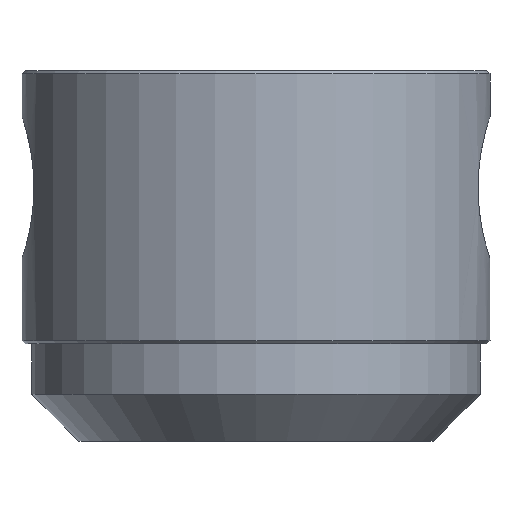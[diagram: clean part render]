
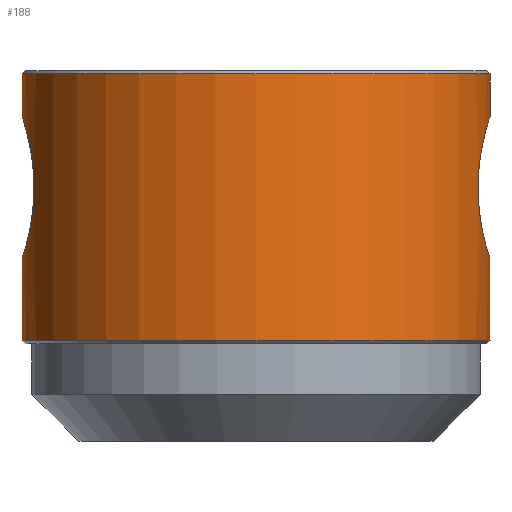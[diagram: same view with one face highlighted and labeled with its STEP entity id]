
A CAD part, left-side view. The second image highlights one B-rep face of the part: STEP entity #188.
In plain terms, the highlighted cylindrical face has radius 38.1 mm (diameter 76.2 mm), a full revolution.
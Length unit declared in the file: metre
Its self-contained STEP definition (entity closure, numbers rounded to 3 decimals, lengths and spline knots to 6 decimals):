
#30=CIRCLE('',#217,0.0381);
#31=CIRCLE('',#218,0.0381);
#41=ORIENTED_EDGE('',*,*,#75,.T.);
#42=ORIENTED_EDGE('',*,*,#76,.T.);
#43=ORIENTED_EDGE('',*,*,#77,.T.);
#44=ORIENTED_EDGE('',*,*,#78,.T.);
#75=EDGE_CURVE('',#92,#92,#109,.T.);
#76=EDGE_CURVE('',#93,#93,#110,.T.);
#77=EDGE_CURVE('',#94,#94,#30,.F.);
#78=EDGE_CURVE('',#95,#95,#31,.F.);
#92=VERTEX_POINT('',#319);
#93=VERTEX_POINT('',#347);
#94=VERTEX_POINT('',#349);
#95=VERTEX_POINT('',#351);
#109=B_SPLINE_CURVE_WITH_KNOTS('',3,(#292,#293,#294,#295,#296,#297,#298,
#299,#300,#301,#302,#303,#304,#305,#306,#307,#308,#309,#310,#311,#312,#313,
#314,#315,#316,#317,#318),.UNSPECIFIED.,.T.,.F.,(1,1,1,1,1,1,1,1,1,1,1,
1,1,1,1,1,1,1,1,1,1,1,1,1,1,1,1,1,1,1,1),(-0.097039,-0.065789,
-0.032895,0.,0.059375,0.121719,0.154523,0.185851,
0.216322,0.246793,0.309215,0.371711,
0.402961,0.434211,0.465461,0.496711,
0.559211,0.621711,0.652961,0.684211,
0.715461,0.746711,0.809211,0.871711,
0.902961,0.934211,0.967105,1.,1.059375,1.121719,
1.154523),.UNSPECIFIED.);
#110=B_SPLINE_CURVE_WITH_KNOTS('',3,(#320,#321,#322,#323,#324,#325,#326,
#327,#328,#329,#330,#331,#332,#333,#334,#335,#336,#337,#338,#339,#340,#341,
#342,#343,#344,#345,#346),.UNSPECIFIED.,.T.,.F.,(1,1,1,1,1,1,1,1,1,1,1,
1,1,1,1,1,1,1,1,1,1,1,1,1,1,1,1,1,1,1,1),(-0.097039,-0.065789,
-0.032895,0.,0.059375,0.121719,0.154523,0.185851,
0.216322,0.246793,0.309215,0.371711,
0.402961,0.434211,0.465461,0.496711,
0.559211,0.621711,0.652961,0.684211,
0.715461,0.746711,0.809211,0.871711,
0.902961,0.934211,0.967105,1.,1.059375,1.121719,
1.154523),.UNSPECIFIED.);
#115=EDGE_LOOP('',(#41));
#116=EDGE_LOOP('',(#42));
#117=EDGE_LOOP('',(#43));
#118=EDGE_LOOP('',(#44));
#149=FACE_BOUND('',#115,.T.);
#150=FACE_BOUND('',#116,.T.);
#151=FACE_BOUND('',#117,.T.);
#152=FACE_BOUND('',#118,.T.);
#183=CYLINDRICAL_SURFACE('',#216,0.0381);
#188=ADVANCED_FACE('',(#149,#150,#151,#152),#183,.T.);
#216=AXIS2_PLACEMENT_3D('',#291,#242,#243);
#217=AXIS2_PLACEMENT_3D('',#348,#244,#245);
#218=AXIS2_PLACEMENT_3D('',#350,#246,#247);
#242=DIRECTION('',(0.,0.,-1.));
#243=DIRECTION('',(-1.,0.,0.));
#244=DIRECTION('',(0.,0.,1.));
#245=DIRECTION('',(1.,0.,0.));
#246=DIRECTION('',(0.,0.,-1.));
#247=DIRECTION('',(-1.,0.,0.));
#291=CARTESIAN_POINT('',(0.,0.,0.060325));
#292=CARTESIAN_POINT('',(-0.002486,-0.038045,0.052702));
#293=CARTESIAN_POINT('',(0.000665,-0.03815,0.053013));
#294=CARTESIAN_POINT('',(0.004575,-0.03791,0.052298));
#295=CARTESIAN_POINT('',(0.007883,-0.037307,0.050241));
#296=CARTESIAN_POINT('',(0.009932,-0.036792,0.047898));
#297=CARTESIAN_POINT('',(0.011079,-0.036458,0.045891));
#298=CARTESIAN_POINT('',(0.011794,-0.03623,0.04373));
#299=CARTESIAN_POINT('',(0.012153,-0.036109,0.040751));
#300=CARTESIAN_POINT('',(0.011452,-0.036351,0.036928));
#301=CARTESIAN_POINT('',(0.009308,-0.036977,0.033701));
#302=CARTESIAN_POINT('',(0.006909,-0.037485,0.03171));
#303=CARTESIAN_POINT('',(0.004873,-0.037808,0.030607));
#304=CARTESIAN_POINT('',(0.002601,-0.038035,0.029882));
#305=CARTESIAN_POINT('',(-0.000525,-0.038154,0.029524));
#306=CARTESIAN_POINT('',(-0.004497,-0.037924,0.030206));
#307=CARTESIAN_POINT('',(-0.007835,-0.037316,0.032275));
#308=CARTESIAN_POINT('',(-0.009899,-0.0368,0.034603));
#309=CARTESIAN_POINT('',(-0.011037,-0.036471,0.036567));
#310=CARTESIAN_POINT('',(-0.011789,-0.036232,0.038767));
#311=CARTESIAN_POINT('',(-0.012155,-0.036108,0.041784));
#312=CARTESIAN_POINT('',(-0.011451,-0.036352,0.045624));
#313=CARTESIAN_POINT('',(-0.009308,-0.036977,0.048847));
#314=CARTESIAN_POINT('',(-0.006918,-0.037484,0.050835));
#315=CARTESIAN_POINT('',(-0.004839,-0.037814,0.051961));
#316=CARTESIAN_POINT('',(-0.002486,-0.038045,0.052702));
#317=CARTESIAN_POINT('',(0.000665,-0.03815,0.053013));
#318=CARTESIAN_POINT('',(0.004575,-0.03791,0.052298));
#319=CARTESIAN_POINT('',(0.,-0.0381,0.052864));
#320=CARTESIAN_POINT('',(0.002486,0.038045,0.052702));
#321=CARTESIAN_POINT('',(-0.000665,0.03815,0.053013));
#322=CARTESIAN_POINT('',(-0.004575,0.03791,0.052298));
#323=CARTESIAN_POINT('',(-0.007883,0.037307,0.050241));
#324=CARTESIAN_POINT('',(-0.009932,0.036792,0.047898));
#325=CARTESIAN_POINT('',(-0.011079,0.036458,0.045891));
#326=CARTESIAN_POINT('',(-0.011794,0.03623,0.04373));
#327=CARTESIAN_POINT('',(-0.012153,0.036109,0.040751));
#328=CARTESIAN_POINT('',(-0.011452,0.036351,0.036928));
#329=CARTESIAN_POINT('',(-0.009308,0.036977,0.033701));
#330=CARTESIAN_POINT('',(-0.006909,0.037485,0.03171));
#331=CARTESIAN_POINT('',(-0.004873,0.037808,0.030607));
#332=CARTESIAN_POINT('',(-0.002601,0.038035,0.029882));
#333=CARTESIAN_POINT('',(0.000525,0.038154,0.029524));
#334=CARTESIAN_POINT('',(0.004497,0.037924,0.030206));
#335=CARTESIAN_POINT('',(0.007835,0.037316,0.032275));
#336=CARTESIAN_POINT('',(0.009899,0.0368,0.034603));
#337=CARTESIAN_POINT('',(0.011037,0.036471,0.036567));
#338=CARTESIAN_POINT('',(0.011789,0.036232,0.038767));
#339=CARTESIAN_POINT('',(0.012155,0.036108,0.041784));
#340=CARTESIAN_POINT('',(0.011451,0.036352,0.045624));
#341=CARTESIAN_POINT('',(0.009308,0.036977,0.048847));
#342=CARTESIAN_POINT('',(0.006918,0.037484,0.050835));
#343=CARTESIAN_POINT('',(0.004839,0.037814,0.051961));
#344=CARTESIAN_POINT('',(0.002486,0.038045,0.052702));
#345=CARTESIAN_POINT('',(-0.000665,0.03815,0.053013));
#346=CARTESIAN_POINT('',(-0.004575,0.03791,0.052298));
#347=CARTESIAN_POINT('',(0.,0.0381,0.052864));
#348=CARTESIAN_POINT('',(0.,0.,0.059817));
#349=CARTESIAN_POINT('',(0.0381,0.,0.059817));
#350=CARTESIAN_POINT('',(0.,0.,0.016383));
#351=CARTESIAN_POINT('',(-0.0381,0.,0.016383));
